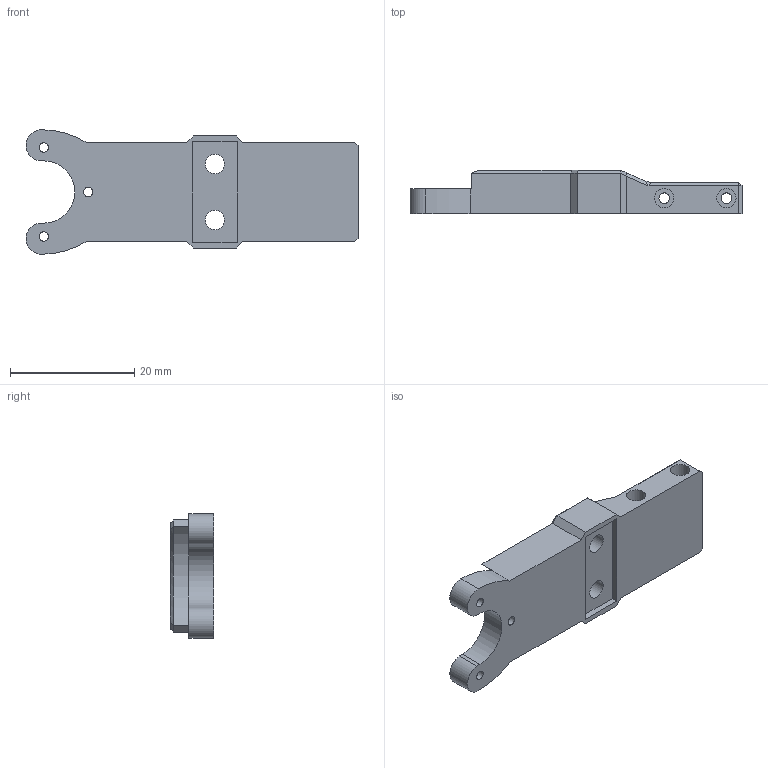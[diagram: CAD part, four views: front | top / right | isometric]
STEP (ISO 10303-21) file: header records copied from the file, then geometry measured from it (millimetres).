
FILE_DESCRIPTION(/* description */ (''),/* implementation_level */ '2;1');
FILE_NAME(/* name */ 'horn_side.step',/* time_stamp */ '2022-11-19T11:48:54-06:00',/* author */ (''),/* organization */ (''),/* preprocessor_version */ 'ST-DEVELOPER v19.2',/* originating_system */ 'Autodesk Translation Framework v11.17.0.187',/* authorisation */ '');
FILE_SCHEMA (('AUTOMOTIVE_DESIGN { 1 0 10303 214 3 1 1 }'));
Length unit declared in the file: millimetre
Products named in the file (1): horn_side
Bounding box: 53.35 x 7 x 20.02 mm (x, y, z)
Volume: 4248.8 mm3; surface area: 2933.6 mm2
Topology: 1 solids, 1 shells, 72 faces, 175 edges, 110 vertices
Faces by surface type: plane 50, cylinder 19, cone 3
Full cylindrical faces by diameter (mm): 1.5 x3, 1.7 x2, 3.1 x6, 6 x2
Entity records: 2147 total; most frequent: DIRECTION 364, CARTESIAN_POINT 364, ORIENTED_EDGE 350, EDGE_CURVE 175, LINE 128, VECTOR 128, AXIS2_PLACEMENT_3D 118, VERTEX_POINT 110
